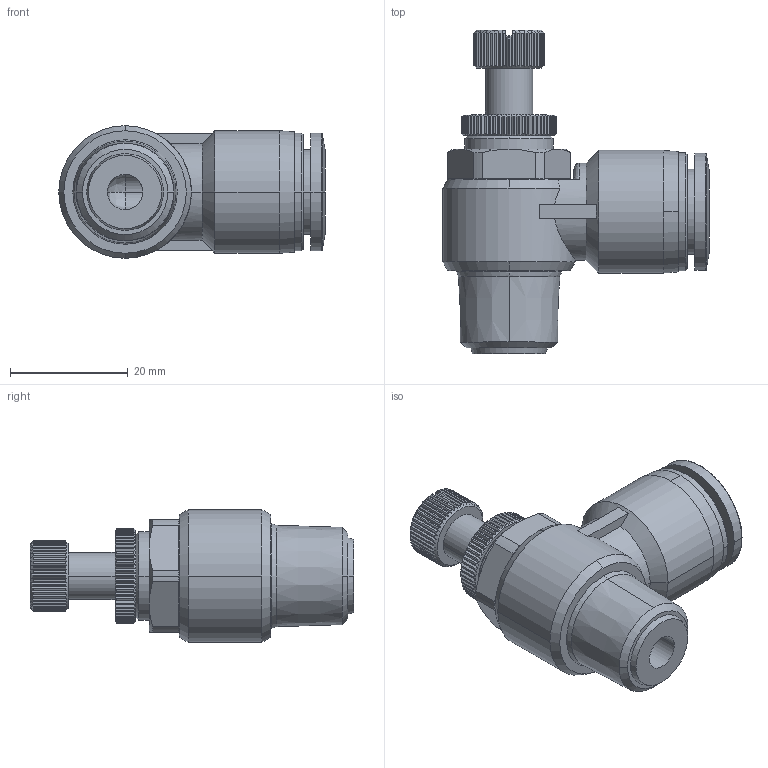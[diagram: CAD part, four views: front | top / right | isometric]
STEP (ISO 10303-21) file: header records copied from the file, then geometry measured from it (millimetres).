
FILE_DESCRIPTION (( 'STEP AP214' ), '1' );
FILE_NAME ('FVS12-38N.step', '2016-02-24T20:37:18', ( '' ), ( '' ), 'SwSTEP 2.0', 'SolidWorks 2015', '' );
FILE_SCHEMA (( 'AUTOMOTIVE_DESIGN' ));
Length unit declared in the file: inch
Products named in the file (1): FVS12-38N
Bounding box: 45.2 x 54.9 x 22.5 mm (x, y, z)
Volume: 16034 mm3; surface area: 7375.7 mm2
Topology: 1 solids, 1 shells, 561 faces, 1381 edges, 831 vertices
Faces by surface type: plane 253, cone 155, cylinder 144, bspline 9
Entity records: 24292 total; most frequent: CARTESIAN_POINT 4368, ORIENTED_EDGE 2758, DIRECTION 2511, EDGE_CURVE 1379, AXIS2_PLACEMENT_3D 1040, VERTEX_POINT 831, EDGE_LOOP 574, DIMENSIONAL_EXPONENTS 564
